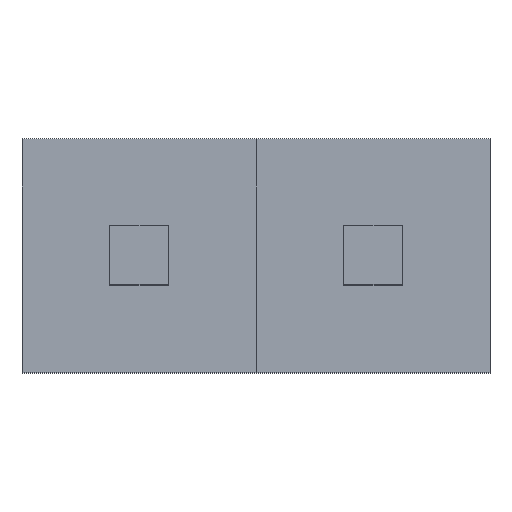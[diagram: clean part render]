
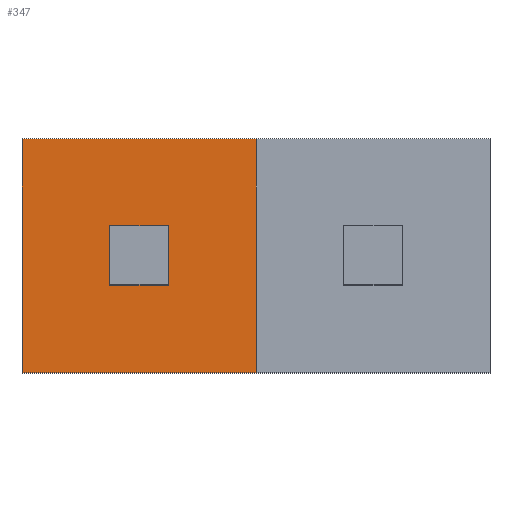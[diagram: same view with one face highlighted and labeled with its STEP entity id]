
A CAD part, top view. The second image highlights one B-rep face of the part: STEP entity #347.
In plain terms, the highlighted planar face has unit normal (0, 0, 1).
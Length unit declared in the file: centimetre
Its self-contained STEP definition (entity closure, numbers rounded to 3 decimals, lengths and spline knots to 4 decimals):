
#101=VERTEX_POINT('',#469);
#102=VERTEX_POINT('',#470);
#105=VERTEX_POINT('',#478);
#107=VERTEX_POINT('',#484);
#109=VERTEX_POINT('',#493);
#110=VERTEX_POINT('',#494);
#113=VERTEX_POINT('',#502);
#115=VERTEX_POINT('',#508);
#129=VECTOR('',#392,1.);
#133=VECTOR('',#397,1.);
#136=VECTOR('',#401,1.);
#139=VECTOR('',#405,1.);
#141=VECTOR('',#408,1.);
#145=VECTOR('',#413,1.);
#148=VECTOR('',#417,1.);
#151=VECTOR('',#421,1.);
#165=LINE('',#468,#129);
#169=LINE('',#477,#133);
#172=LINE('',#483,#136);
#175=LINE('',#489,#139);
#177=LINE('',#492,#141);
#181=LINE('',#501,#145);
#184=LINE('',#507,#148);
#187=LINE('',#513,#151);
#201=EDGE_CURVE('',#101,#102,#165,.T.);
#205=EDGE_CURVE('',#102,#105,#169,.T.);
#208=EDGE_CURVE('',#105,#107,#172,.T.);
#211=EDGE_CURVE('',#107,#101,#175,.T.);
#213=EDGE_CURVE('',#109,#110,#177,.T.);
#217=EDGE_CURVE('',#110,#113,#181,.T.);
#220=EDGE_CURVE('',#113,#115,#184,.T.);
#223=EDGE_CURVE('',#115,#109,#187,.T.);
#281=ORIENTED_EDGE('',*,*,#201,.T.);
#282=ORIENTED_EDGE('',*,*,#205,.T.);
#283=ORIENTED_EDGE('',*,*,#208,.T.);
#284=ORIENTED_EDGE('',*,*,#211,.T.);
#285=ORIENTED_EDGE('',*,*,#213,.F.);
#286=ORIENTED_EDGE('',*,*,#223,.F.);
#287=ORIENTED_EDGE('',*,*,#220,.F.);
#288=ORIENTED_EDGE('',*,*,#217,.F.);
#311=EDGE_LOOP('',(#281,#282,#283,#284));
#312=EDGE_LOOP('',(#285,#286,#287,#288));
#329=FACE_BOUND('',#311,.T.);
#330=FACE_BOUND('',#312,.T.);
#347=ADVANCED_FACE('',(#329,#330),#539,.T.);
#363=AXIS2_PLACEMENT_3D('',#515,#423,$);
#392=DIRECTION('',(1.,0.,0.));
#397=DIRECTION('',(0.,-1.,0.));
#401=DIRECTION('',(-1.,0.,0.));
#405=DIRECTION('',(0.,1.,0.));
#408=DIRECTION('',(1.,0.,0.));
#413=DIRECTION('',(0.,-1.,0.));
#417=DIRECTION('',(-1.,0.,0.));
#421=DIRECTION('',(0.,1.,0.));
#423=DIRECTION('',(0.,0.,1.));
#468=CARTESIAN_POINT('',(0.,0.0318,0.254));
#469=CARTESIAN_POINT('',(-0.0318,0.0318,0.254));
#470=CARTESIAN_POINT('',(0.0318,0.0318,0.254));
#477=CARTESIAN_POINT('',(0.0318,0.,0.254));
#478=CARTESIAN_POINT('',(0.0318,-0.0318,0.254));
#483=CARTESIAN_POINT('',(0.,-0.0318,0.254));
#484=CARTESIAN_POINT('',(-0.0318,-0.0318,0.254));
#489=CARTESIAN_POINT('',(-0.0318,0.,0.254));
#492=CARTESIAN_POINT('',(0.127,0.127,0.254));
#493=CARTESIAN_POINT('',(-0.127,0.127,0.254));
#494=CARTESIAN_POINT('',(0.127,0.127,0.254));
#501=CARTESIAN_POINT('',(0.127,-0.127,0.254));
#502=CARTESIAN_POINT('',(0.127,-0.127,0.254));
#507=CARTESIAN_POINT('',(-0.127,-0.127,0.254));
#508=CARTESIAN_POINT('',(-0.127,-0.127,0.254));
#513=CARTESIAN_POINT('',(-0.127,0.127,0.254));
#515=CARTESIAN_POINT('',(0.,0.,0.254));
#539=PLANE('',#363);
